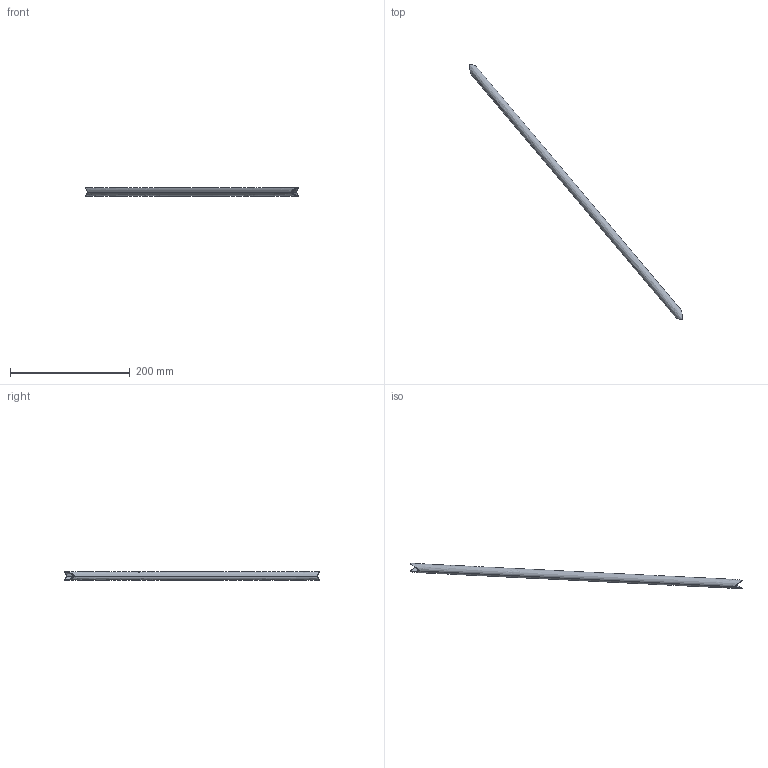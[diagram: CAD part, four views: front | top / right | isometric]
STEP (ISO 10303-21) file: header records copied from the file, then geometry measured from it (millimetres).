
FILE_DESCRIPTION(('CATIA V5 STEP Exchange'),'2;1');
FILE_NAME('117.stp','2018-12-01T18:07:05+00:00',('none'),('none'),'CATIA Version 5 Release 19 SP 2 (IN-10)','CATIA V5 STEP AP203','none');
FILE_SCHEMA(('CONFIG_CONTROL_DESIGN'));
Length unit declared in the file: millimetre
Products named in the file (1): Shape_767
Bounding box: 356.75 x 426.68 x 15 mm (x, y, z)
Volume: 34424.9 mm3; surface area: 46117.6 mm2
Topology: 1 solids, 1 shells, 12 faces, 28 edges, 16 vertices
Faces by surface type: cylinder 8, bspline 4
Entity records: 670 total; most frequent: CARTESIAN_POINT 437, ORIENTED_EDGE 56, EDGE_CURVE 28, B_SPLINE_CURVE_WITH_KNOTS 20, VERTEX_POINT 16, DIRECTION 12, ADVANCED_FACE 12, EDGE_LOOP 12
